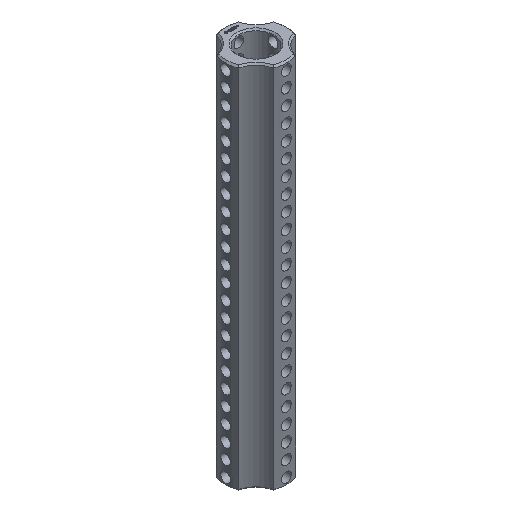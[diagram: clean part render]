
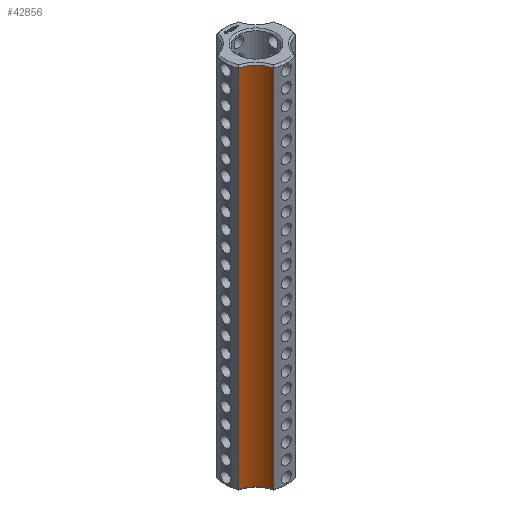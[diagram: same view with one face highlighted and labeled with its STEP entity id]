
A CAD part, isometric view. The second image highlights one B-rep face of the part: STEP entity #42856.
In plain terms, the highlighted cylindrical face has radius 5 mm (diameter 10 mm), a partial arc.
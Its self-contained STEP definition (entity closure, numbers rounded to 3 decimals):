
#5253 = CYLINDRICAL_SURFACE('',#5254,6.25);
#5254 = AXIS2_PLACEMENT_3D('',#5255,#5256,#5257);
#5255 = CARTESIAN_POINT('',(0.,0.,0.));
#5256 = DIRECTION('',(-0.,-0.,-1.));
#5257 = DIRECTION('',(1.,0.,0.));
#11262 = EDGE_CURVE('',#11263,#11265,#11267,.T.);
#11263 = VERTEX_POINT('',#11264);
#11264 = CARTESIAN_POINT('',(-2.225,-5.841,0.3));
#11265 = VERTEX_POINT('',#11266);
#11266 = CARTESIAN_POINT('',(-2.225,-5.841,74.7));
#11267 = SURFACE_CURVE('',#11268,(#11272,#11279),.PCURVE_S1.);
#11268 = LINE('',#11269,#11270);
#11269 = CARTESIAN_POINT('',(-2.225,-5.841,0.));
#11270 = VECTOR('',#11271,1.);
#11271 = DIRECTION('',(0.,0.,1.));
#11272 = PCURVE('',#5253,#11273);
#11273 = DEFINITIONAL_REPRESENTATION('',(#11274),#11278);
#11274 = LINE('',#11275,#11276);
#11275 = CARTESIAN_POINT('',(-4.348,0.));
#11276 = VECTOR('',#11277,1.);
#11277 = DIRECTION('',(-0.,-1.));
#11278 = ( GEOMETRIC_REPRESENTATION_CONTEXT(2) 
PARAMETRIC_REPRESENTATION_CONTEXT() REPRESENTATION_CONTEXT('2D SPACE',''
  ) );
#11279 = PCURVE('',#11280,#11285);
#11280 = CYLINDRICAL_SURFACE('',#11281,5.);
#11281 = AXIS2_PLACEMENT_3D('',#11282,#11283,#11284);
#11282 = CARTESIAN_POINT('',(-7.071,-7.071,0.));
#11283 = DIRECTION('',(-0.,-0.,-1.));
#11284 = DIRECTION('',(1.,0.,0.));
#11285 = DEFINITIONAL_REPRESENTATION('',(#11286),#11290);
#11286 = LINE('',#11287,#11288);
#11287 = CARTESIAN_POINT('',(-0.249,0.));
#11288 = VECTOR('',#11289,1.);
#11289 = DIRECTION('',(-0.,-1.));
#11290 = ( GEOMETRIC_REPRESENTATION_CONTEXT(2) 
PARAMETRIC_REPRESENTATION_CONTEXT() REPRESENTATION_CONTEXT('2D SPACE',''
  ) );
#15450 = CONICAL_SURFACE('',#15451,5.,0.785);
#15451 = AXIS2_PLACEMENT_3D('',#15452,#15453,#15454);
#15452 = CARTESIAN_POINT('',(-7.071,-7.071,0.3));
#15453 = DIRECTION('',(-0.,-0.,-1.));
#15454 = DIRECTION('',(0.969,0.246,0.));
#15682 = CONICAL_SURFACE('',#15683,5.,0.785);
#15683 = AXIS2_PLACEMENT_3D('',#15684,#15685,#15686);
#15684 = CARTESIAN_POINT('',(-7.071,-7.071,74.7));
#15685 = DIRECTION('',(0.,0.,1.));
#15686 = DIRECTION('',(0.969,0.246,0.));
#42856 = ADVANCED_FACE('',(#42857),#11280,.F.);
#42857 = FACE_BOUND('',#42858,.T.);
#42858 = EDGE_LOOP('',(#42859,#42860,#42884,#42912));
#42859 = ORIENTED_EDGE('',*,*,#11262,.T.);
#42860 = ORIENTED_EDGE('',*,*,#42861,.T.);
#42861 = EDGE_CURVE('',#11265,#42862,#42864,.T.);
#42862 = VERTEX_POINT('',#42863);
#42863 = CARTESIAN_POINT('',(-5.841,-2.225,74.7));
#42864 = SURFACE_CURVE('',#42865,(#42870,#42877),.PCURVE_S1.);
#42865 = CIRCLE('',#42866,5.);
#42866 = AXIS2_PLACEMENT_3D('',#42867,#42868,#42869);
#42867 = CARTESIAN_POINT('',(-7.071,-7.071,74.7));
#42868 = DIRECTION('',(0.,-0.,1.));
#42869 = DIRECTION('',(0.969,0.246,0.));
#42870 = PCURVE('',#11280,#42871);
#42871 = DEFINITIONAL_REPRESENTATION('',(#42872),#42876);
#42872 = LINE('',#42873,#42874);
#42873 = CARTESIAN_POINT('',(-0.249,-74.7));
#42874 = VECTOR('',#42875,1.);
#42875 = DIRECTION('',(-1.,0.));
#42876 = ( GEOMETRIC_REPRESENTATION_CONTEXT(2) 
PARAMETRIC_REPRESENTATION_CONTEXT() REPRESENTATION_CONTEXT('2D SPACE',''
  ) );
#42877 = PCURVE('',#15682,#42878);
#42878 = DEFINITIONAL_REPRESENTATION('',(#42879),#42883);
#42879 = LINE('',#42880,#42881);
#42880 = CARTESIAN_POINT('',(0.,0.));
#42881 = VECTOR('',#42882,1.);
#42882 = DIRECTION('',(1.,0.));
#42883 = ( GEOMETRIC_REPRESENTATION_CONTEXT(2) 
PARAMETRIC_REPRESENTATION_CONTEXT() REPRESENTATION_CONTEXT('2D SPACE',''
  ) );
#42884 = ORIENTED_EDGE('',*,*,#42885,.F.);
#42885 = EDGE_CURVE('',#42886,#42862,#42888,.T.);
#42886 = VERTEX_POINT('',#42887);
#42887 = CARTESIAN_POINT('',(-5.841,-2.225,0.3));
#42888 = SURFACE_CURVE('',#42889,(#42893,#42900),.PCURVE_S1.);
#42889 = LINE('',#42890,#42891);
#42890 = CARTESIAN_POINT('',(-5.841,-2.225,0.));
#42891 = VECTOR('',#42892,1.);
#42892 = DIRECTION('',(0.,0.,1.));
#42893 = PCURVE('',#11280,#42894);
#42894 = DEFINITIONAL_REPRESENTATION('',(#42895),#42899);
#42895 = LINE('',#42896,#42897);
#42896 = CARTESIAN_POINT('',(-1.322,0.));
#42897 = VECTOR('',#42898,1.);
#42898 = DIRECTION('',(-0.,-1.));
#42899 = ( GEOMETRIC_REPRESENTATION_CONTEXT(2) 
PARAMETRIC_REPRESENTATION_CONTEXT() REPRESENTATION_CONTEXT('2D SPACE',''
  ) );
#42900 = PCURVE('',#42901,#42906);
#42901 = CYLINDRICAL_SURFACE('',#42902,6.25);
#42902 = AXIS2_PLACEMENT_3D('',#42903,#42904,#42905);
#42903 = CARTESIAN_POINT('',(0.,0.,0.));
#42904 = DIRECTION('',(-0.,-0.,-1.));
#42905 = DIRECTION('',(1.,0.,0.));
#42906 = DEFINITIONAL_REPRESENTATION('',(#42907),#42911);
#42907 = LINE('',#42908,#42909);
#42908 = CARTESIAN_POINT('',(-3.506,0.));
#42909 = VECTOR('',#42910,1.);
#42910 = DIRECTION('',(-0.,-1.));
#42911 = ( GEOMETRIC_REPRESENTATION_CONTEXT(2) 
PARAMETRIC_REPRESENTATION_CONTEXT() REPRESENTATION_CONTEXT('2D SPACE',''
  ) );
#42912 = ORIENTED_EDGE('',*,*,#42913,.F.);
#42913 = EDGE_CURVE('',#11263,#42886,#42914,.T.);
#42914 = SURFACE_CURVE('',#42915,(#42920,#42927),.PCURVE_S1.);
#42915 = CIRCLE('',#42916,5.);
#42916 = AXIS2_PLACEMENT_3D('',#42917,#42918,#42919);
#42917 = CARTESIAN_POINT('',(-7.071,-7.071,0.3));
#42918 = DIRECTION('',(0.,-0.,1.));
#42919 = DIRECTION('',(0.969,0.246,0.));
#42920 = PCURVE('',#11280,#42921);
#42921 = DEFINITIONAL_REPRESENTATION('',(#42922),#42926);
#42922 = LINE('',#42923,#42924);
#42923 = CARTESIAN_POINT('',(-0.249,-0.3));
#42924 = VECTOR('',#42925,1.);
#42925 = DIRECTION('',(-1.,0.));
#42926 = ( GEOMETRIC_REPRESENTATION_CONTEXT(2) 
PARAMETRIC_REPRESENTATION_CONTEXT() REPRESENTATION_CONTEXT('2D SPACE',''
  ) );
#42927 = PCURVE('',#15450,#42928);
#42928 = DEFINITIONAL_REPRESENTATION('',(#42929),#42933);
#42929 = LINE('',#42930,#42931);
#42930 = CARTESIAN_POINT('',(-0.,0.));
#42931 = VECTOR('',#42932,1.);
#42932 = DIRECTION('',(-1.,0.));
#42933 = ( GEOMETRIC_REPRESENTATION_CONTEXT(2) 
PARAMETRIC_REPRESENTATION_CONTEXT() REPRESENTATION_CONTEXT('2D SPACE',''
  ) );
